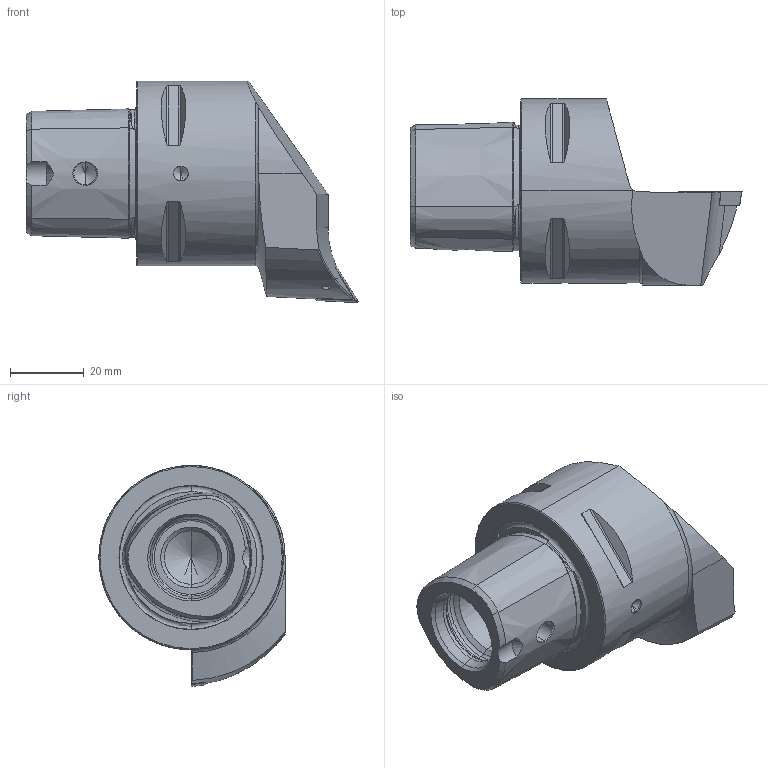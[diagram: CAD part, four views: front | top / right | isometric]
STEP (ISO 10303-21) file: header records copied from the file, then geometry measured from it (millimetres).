
FILE_DESCRIPTION (( 'STEP AP203' ), '1' );
FILE_NAME ('PS5-KDB.RJA.060.STEP', '2012-04-16T07:12:48', ( 'SwiAdmin' ), ( '' ), 'SwSTEP 2.0', 'SolidWorks 2012', '' );
FILE_SCHEMA (( 'CONFIG_CONTROL_DESIGN' ));
Length unit declared in the file: millimetre
Products named in the file (5): PS5-KDB.RJA.060; KVT_MB_600_060; DCMT11T304; WCB-ER2.001.009_A; PS5-KDB.RJA.060_A
Assembly tree (4 placements, depth 2):
  PS5-KDB.RJA.060
    PS5-KDB.RJA.060_A
    WCB-ER2.001.009_A
    DCMT11T304
    KVT_MB_600_060
Bounding box: 90.01 x 50.5 x 60 mm (x, y, z)
Volume: 87446.4 mm3; surface area: 18908.3 mm2
Topology: 5 solids, 5 shells, 269 faces, 650 edges, 386 vertices
Faces by surface type: cone 94, cylinder 67, plane 51, torus 35, bspline 18, sphere 4
Entity records: 9378 total; most frequent: CARTESIAN_POINT 2975, ORIENTED_EDGE 1262, DIRECTION 1197, EDGE_CURVE 631, AXIS2_PLACEMENT_3D 491, VERTEX_POINT 383, EDGE_LOOP 290, FACE_OUTER_BOUND 269
